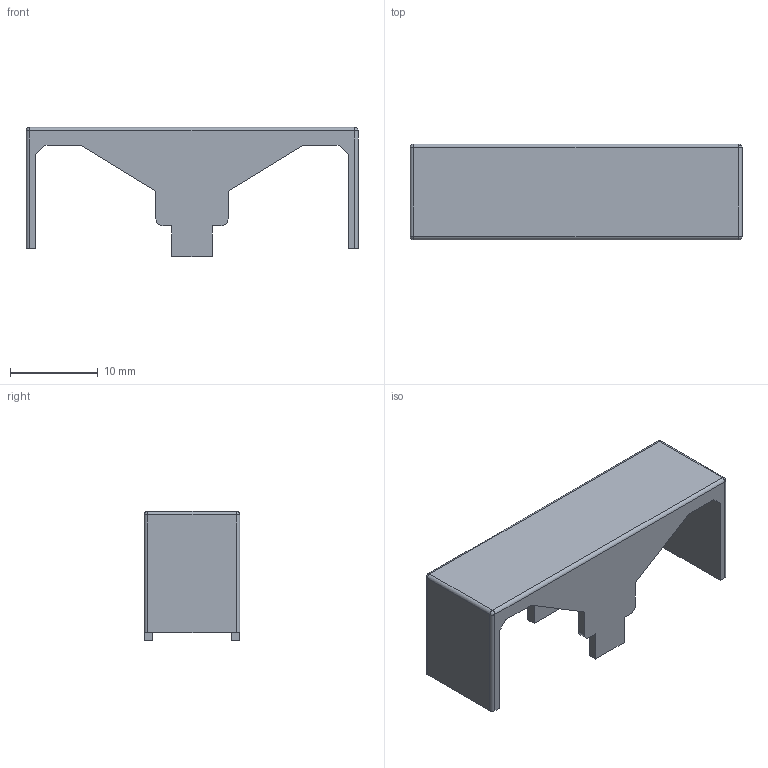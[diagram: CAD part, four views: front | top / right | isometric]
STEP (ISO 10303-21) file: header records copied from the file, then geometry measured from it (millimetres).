
FILE_DESCRIPTION((''),'2;1');
FILE_NAME('FUSC_SCHURTER_0853.0917.stp','2013-03-06T15:13:51',(''),(''),'Mechanical Desktop 2011','Mechanical Desktop 2011',', , ');
FILE_SCHEMA(('AUTOMOTIVE_DESIGN { 1 2 10303 214 1 1 1 1 }'));
Length unit declared in the file: millimetre
Products named in the file (1): Product
Bounding box: 37.8 x 10.9 x 14.7 mm (x, y, z)
Volume: 1091.3 mm3; surface area: 2220.1 mm2
Topology: 1 solids, 1 shells, 55 faces, 150 edges, 95 vertices
Faces by surface type: plane 26, bspline 14, cylinder 10, sphere 5
Entity records: 1773 total; most frequent: CARTESIAN_POINT 369, ORIENTED_EDGE 296, DIRECTION 260, EDGE_CURVE 148, VECTOR 120, LINE 120, VERTEX_POINT 95, AXIS2_PLACEMENT_3D 70
